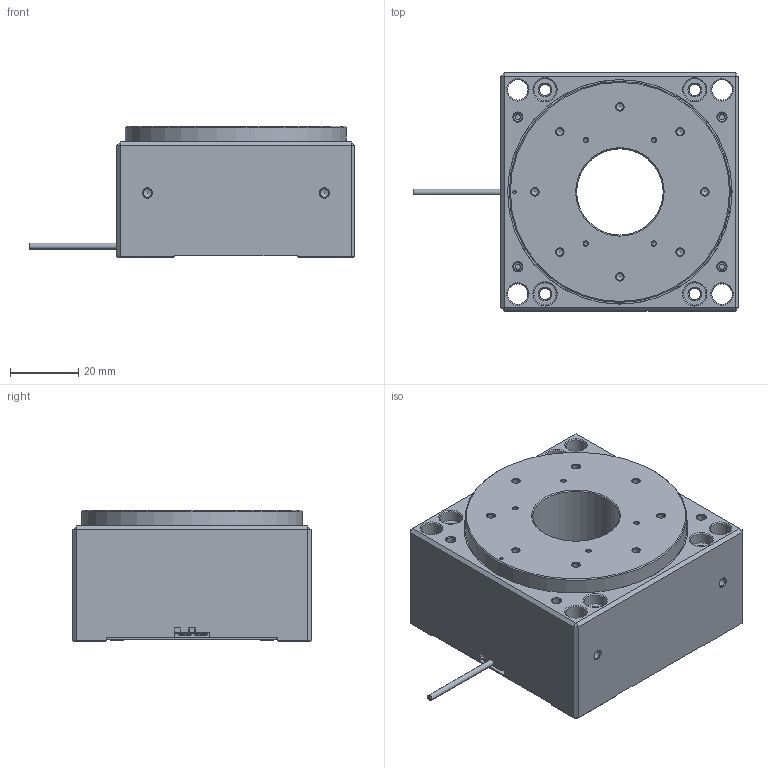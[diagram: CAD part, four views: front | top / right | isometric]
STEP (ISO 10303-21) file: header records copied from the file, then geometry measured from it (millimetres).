
FILE_DESCRIPTION(/* description */ (''),/* implementation_level */ '2;1');
FILE_NAME(/* name */ 'XRT-U-60_assy_F7.stp',/* time_stamp */ '2024-09-03T18:02:23+02:00',/* author */ (''),/* organization */ (''),/* preprocessor_version */ 'ST-DEVELOPER v16',/* originating_system */ 'SIEMENS PLM Software NX 10.0',/* authorisation */ '');
FILE_SCHEMA (('AUTOMOTIVE_DESIGN { 1 0 10303 214 3 1 1 1 }'));
Length unit declared in the file: millimetre
Products named in the file (8): hex_socket_cylindrical_head_M2.5x12_step; CBSTSE2-4_stp; plaatje_trekontlasting_A; Kabel; 1001_060_004_C; 1001_060_002_C; 1001_060_003_E2; 1001_060_000_F7_assy
Assembly tree (13 placements, depth 2):
  1001_060_000_F7_assy
    1001_060_003_E2
    1001_060_002_C
    1001_060_004_C
    Kabel
    plaatje_trekontlasting_A
    CBSTSE2-4_stp  x6
    hex_socket_cylindrical_head_M2.5x12_step  x2
Bounding box: 95.8 x 70 x 38.6 mm (x, y, z)
Volume: 142130.7 mm3; surface area: 46308.6 mm2
Topology: 13 solids, 13 shells, 493 faces, 1222 edges, 773 vertices
Faces by surface type: cylinder 227, plane 165, cone 93, torus 8
Full cylindrical faces by diameter (mm): 1 x1, 1.25 x4, 1.6 x6, 1.7 x1, 2 x6, 2.05 x9, 2.5 x10, 2.6 x4, 3.4 x4, 3.5 x1, 4 x6, 4.5 x2, 6 x6, 6.5 x4, 25.4 x1, 25.8 x1, 29.4 x1, 32.3 x1, 35 x1, 42.292 x1, 65 x1, 66 x1
Entity records: 8196 total; most frequent: CARTESIAN_POINT 1464, DIRECTION 1352, ORIENTED_EDGE 1006, AXIS2_PLACEMENT_3D 556, EDGE_CURVE 503, EDGE_LOOP 484, VERTEX_POINT 399, FACE_BOUND 384
